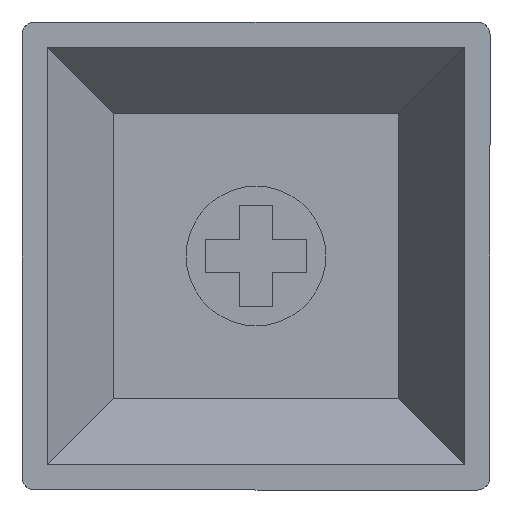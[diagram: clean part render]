
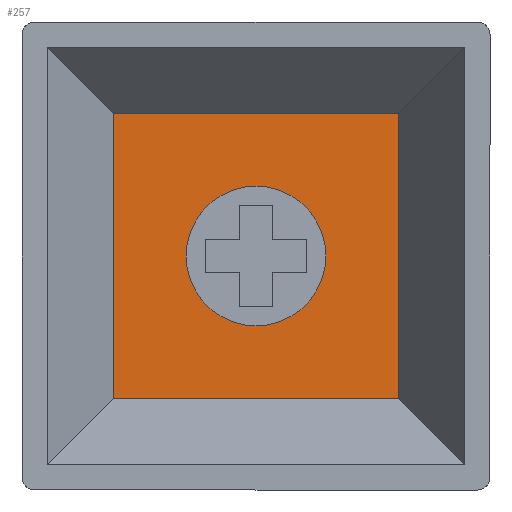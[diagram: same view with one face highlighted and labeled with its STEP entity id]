
A CAD part, front view. The second image highlights one B-rep face of the part: STEP entity #257.
In plain terms, the highlighted planar face has unit normal (0, -1, 0).
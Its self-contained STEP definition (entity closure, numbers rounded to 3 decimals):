
#24 = VECTOR ( 'NONE', #703, 1000. ) ;
#55 = CARTESIAN_POINT ( 'NONE',  ( -5.609, 5.5, 0. ) ) ;
#115 = DIRECTION ( 'NONE',  ( 0., -1., 0. ) ) ;
#136 = ORIENTED_EDGE ( 'NONE', *, *, #1679, .T. ) ;
#210 = ORIENTED_EDGE ( 'NONE', *, *, #1963, .F. ) ;
#215 = AXIS2_PLACEMENT_3D ( 'NONE', #1929, #115, #1245 ) ;
#257 = ADVANCED_FACE ( 'NONE', ( #545, #2782 ), #2845, .T. ) ;
#263 = VECTOR ( 'NONE', #2502, 1000. ) ;
#266 = CARTESIAN_POINT ( 'NONE',  ( 0., 5.5, 0. ) ) ;
#319 = DIRECTION ( 'NONE',  ( 1., 0., 0. ) ) ;
#426 = ORIENTED_EDGE ( 'NONE', *, *, #670, .T. ) ;
#471 = EDGE_CURVE ( 'NONE', #1590, #1768, #2108, .T. ) ;
#485 = CARTESIAN_POINT ( 'NONE',  ( -5.609, 5.5, 5.609 ) ) ;
#542 = CARTESIAN_POINT ( 'NONE',  ( 5.609, 5.5, 5.609 ) ) ;
#545 = FACE_OUTER_BOUND ( 'NONE', #2193, .T. ) ;
#663 = VERTEX_POINT ( 'NONE', #542 ) ;
#670 = EDGE_CURVE ( 'NONE', #1942, #2832, #1208, .T. ) ;
#673 = DIRECTION ( 'NONE',  ( 0., -1., 0. ) ) ;
#703 = DIRECTION ( 'NONE',  ( 0., 0., -1. ) ) ;
#820 = EDGE_CURVE ( 'NONE', #2832, #2560, #2186, .T. ) ;
#845 = ORIENTED_EDGE ( 'NONE', *, *, #820, .T. ) ;
#857 = CARTESIAN_POINT ( 'NONE',  ( 0., 5.5, 0. ) ) ;
#901 = CARTESIAN_POINT ( 'NONE',  ( 0., 5.5, 5.609 ) ) ;
#910 = CARTESIAN_POINT ( 'NONE',  ( 5.609, 5.5, -5.609 ) ) ;
#916 = LINE ( 'NONE', #901, #1502 ) ;
#1022 = AXIS2_PLACEMENT_3D ( 'NONE', #266, #1853, #1172 ) ;
#1115 = DIRECTION ( 'NONE',  ( -1., 0., 0. ) ) ;
#1130 = CARTESIAN_POINT ( 'NONE',  ( 0., 5.5, 2.75 ) ) ;
#1159 = VECTOR ( 'NONE', #319, 1000. ) ;
#1172 = DIRECTION ( 'NONE',  ( 0., 0., -1. ) ) ;
#1208 = LINE ( 'NONE', #55, #24 ) ;
#1245 = DIRECTION ( 'NONE',  ( 0., 0., -1. ) ) ;
#1351 = CARTESIAN_POINT ( 'NONE',  ( 5.609, 5.5, 0. ) ) ;
#1502 = VECTOR ( 'NONE', #1115, 1000. ) ;
#1526 = CARTESIAN_POINT ( 'NONE',  ( -5.609, 5.5, -5.609 ) ) ;
#1590 = VERTEX_POINT ( 'NONE', #2448 ) ;
#1605 = EDGE_CURVE ( 'NONE', #2560, #663, #2935, .T. ) ;
#1679 = EDGE_CURVE ( 'NONE', #663, #1942, #916, .T. ) ;
#1768 = VERTEX_POINT ( 'NONE', #1130 ) ;
#1780 = DIRECTION ( 'NONE',  ( 0., 0., -1. ) ) ;
#1821 = EDGE_LOOP ( 'NONE', ( #210, #2828 ) ) ;
#1853 = DIRECTION ( 'NONE',  ( 0., -1., 0. ) ) ;
#1929 = CARTESIAN_POINT ( 'NONE',  ( 0., 5.5, 0. ) ) ;
#1942 = VERTEX_POINT ( 'NONE', #485 ) ;
#1963 = EDGE_CURVE ( 'NONE', #1768, #1590, #2820, .T. ) ;
#2019 = AXIS2_PLACEMENT_3D ( 'NONE', #857, #673, #1780 ) ;
#2108 = CIRCLE ( 'NONE', #2019, 2.75 ) ;
#2186 = LINE ( 'NONE', #2826, #1159 ) ;
#2193 = EDGE_LOOP ( 'NONE', ( #136, #426, #845, #2505 ) ) ;
#2448 = CARTESIAN_POINT ( 'NONE',  ( 0., 5.5, -2.75 ) ) ;
#2502 = DIRECTION ( 'NONE',  ( 0., 0., 1. ) ) ;
#2505 = ORIENTED_EDGE ( 'NONE', *, *, #1605, .T. ) ;
#2560 = VERTEX_POINT ( 'NONE', #910 ) ;
#2782 = FACE_BOUND ( 'NONE', #1821, .T. ) ;
#2820 = CIRCLE ( 'NONE', #1022, 2.75 ) ;
#2826 = CARTESIAN_POINT ( 'NONE',  ( 0., 5.5, -5.609 ) ) ;
#2828 = ORIENTED_EDGE ( 'NONE', *, *, #471, .F. ) ;
#2832 = VERTEX_POINT ( 'NONE', #1526 ) ;
#2845 = PLANE ( 'NONE',  #215 ) ;
#2935 = LINE ( 'NONE', #1351, #263 ) ;
